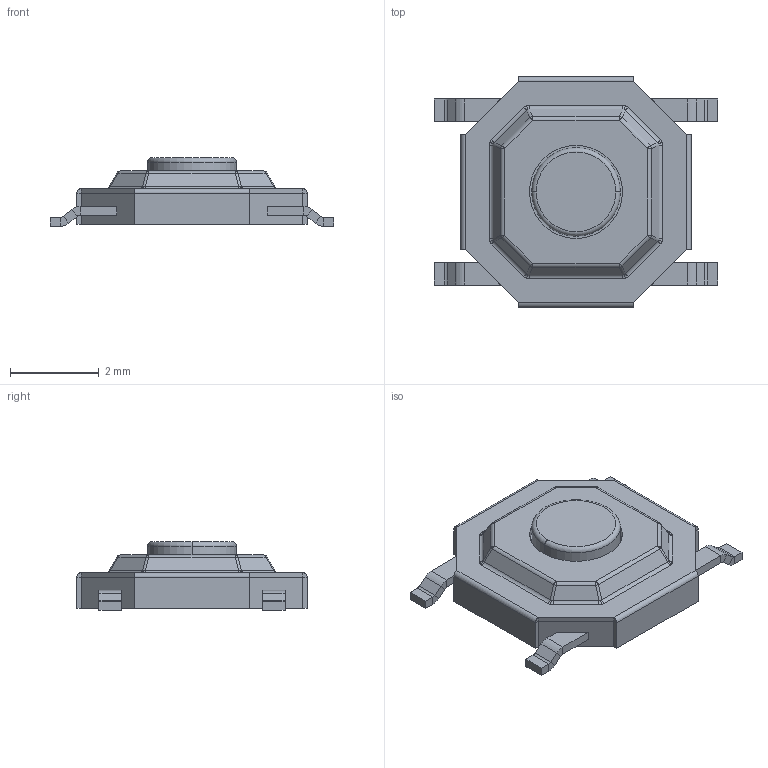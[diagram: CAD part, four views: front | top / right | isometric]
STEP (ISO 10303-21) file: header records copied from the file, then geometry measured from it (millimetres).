
FILE_DESCRIPTION(('FreeCAD Model'),'2;1');
FILE_NAME('Open CASCADE Shape Model','2024-04-21T15:19:00',(''),(''), 'Open CASCADE STEP processor 7.6','FreeCAD','Unknown');
FILE_SCHEMA(('AUTOMOTIVE_DESIGN { 1 0 10303 214 1 1 1 1 }'));
Length unit declared in the file: millimetre
Products named in the file (9): SW1; SW-SMD_4P-L5.2-W5.2-P3.70-LS6.4; COMPOUND007; COMPOUND001; COMPOUND002; COMPOUND003; COMPOUND004; COMPOUND005; COMPOUND006
Assembly tree (8 placements, depth 4):
  SW1
    SW-SMD_4P-L5.2-W5.2-P3.70-LS6.4
      COMPOUND007
        COMPOUND001
        COMPOUND002
        COMPOUND003
        COMPOUND004
        COMPOUND005
        COMPOUND006
Bounding box: 6.4 x 5.2 x 1.55 mm (x, y, z)
Volume: 24.6 mm3; surface area: 138 mm2
Topology: 6 solids, 6 shells, 481 faces, 1197 edges, 760 vertices
Faces by surface type: plane 295, bspline 128, cylinder 48, sphere 8, torus 2
Entity records: 18375 total; most frequent: CARTESIAN_POINT 4823, ORIENTED_EDGE 2394, DIRECTION 1761, EDGE_CURVE 1197, LINE 837, VECTOR 837, VERTEX_POINT 760, FACE_BOUND 513
